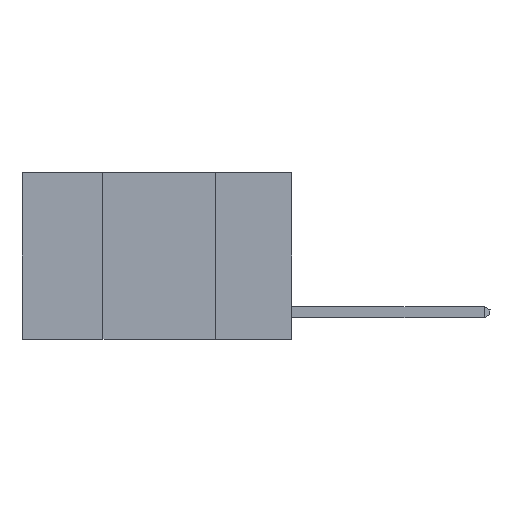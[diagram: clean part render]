
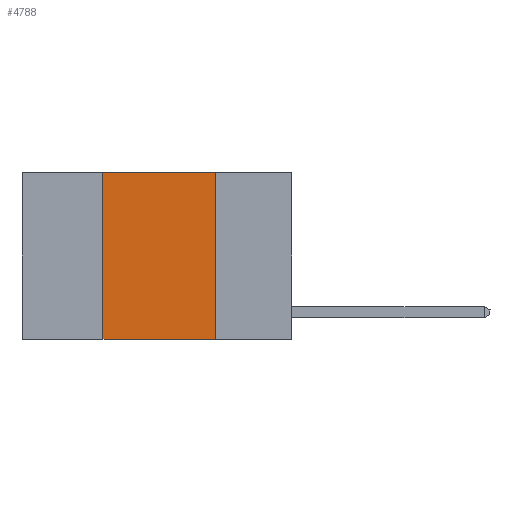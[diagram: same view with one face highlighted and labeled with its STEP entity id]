
A CAD part, left-side view. The second image highlights one B-rep face of the part: STEP entity #4788.
In plain terms, the highlighted planar face has unit normal (-1, 0, 0).
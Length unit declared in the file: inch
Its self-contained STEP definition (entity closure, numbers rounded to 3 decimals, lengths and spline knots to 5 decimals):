
#220 = ORIENTED_EDGE ( 'NONE', *, *, #922, .F. ) ;
#922 = EDGE_CURVE ( 'NONE', #6025, #8048, #6269, .T. ) ;
#934 = CARTESIAN_POINT ( 'NONE',  ( 0., 0.17, 0. ) ) ;
#1185 = CARTESIAN_POINT ( 'NONE',  ( 0., 0.42, 0. ) ) ;
#1223 = VERTEX_POINT ( 'NONE', #7199 ) ;
#1777 = EDGE_CURVE ( 'NONE', #8048, #6893, #3704, .T. ) ;
#2146 = CARTESIAN_POINT ( 'NONE',  ( 0., 0.42, 0. ) ) ;
#3140 = EDGE_CURVE ( 'NONE', #1223, #6025, #4196, .T. ) ;
#3181 = VECTOR ( 'NONE', #4913, 39.37008 ) ;
#3196 = CARTESIAN_POINT ( 'NONE',  ( 0., 0.6, 0. ) ) ;
#3604 = EDGE_CURVE ( 'NONE', #1223, #6893, #6615, .T. ) ;
#3704 = LINE ( 'NONE', #934, #8958 ) ;
#3796 = VECTOR ( 'NONE', #7202, 39.37008 ) ;
#4148 = VECTOR ( 'NONE', #5304, 39.37008 ) ;
#4196 = LINE ( 'NONE', #1185, #3796 ) ;
#4788 = ADVANCED_FACE ( 'NONE', ( #7345 ), #10044, .F. ) ;
#4913 = DIRECTION ( 'NONE',  ( 0., -1., 0. ) ) ;
#5304 = DIRECTION ( 'NONE',  ( 0., -1., 0. ) ) ;
#5347 = ORIENTED_EDGE ( 'NONE', *, *, #3604, .T. ) ;
#5641 = CARTESIAN_POINT ( 'NONE',  ( 0., 0.17, 0. ) ) ;
#5902 = EDGE_LOOP ( 'NONE', ( #8720, #220, #11027, #5347 ) ) ;
#6025 = VERTEX_POINT ( 'NONE', #2146 ) ;
#6269 = LINE ( 'NONE', #3196, #3181 ) ;
#6456 = CARTESIAN_POINT ( 'NONE',  ( 0., 0.17, -0.37 ) ) ;
#6615 = LINE ( 'NONE', #9548, #4148 ) ;
#6893 = VERTEX_POINT ( 'NONE', #6456 ) ;
#7199 = CARTESIAN_POINT ( 'NONE',  ( 0., 0.42, -0.37 ) ) ;
#7202 = DIRECTION ( 'NONE',  ( 0., 0., 1. ) ) ;
#7345 = FACE_OUTER_BOUND ( 'NONE', #5902, .T. ) ;
#7453 = DIRECTION ( 'NONE',  ( 0., 0., -1. ) ) ;
#8048 = VERTEX_POINT ( 'NONE', #5641 ) ;
#8362 = DIRECTION ( 'NONE',  ( 1., 0., 0. ) ) ;
#8720 = ORIENTED_EDGE ( 'NONE', *, *, #1777, .F. ) ;
#8958 = VECTOR ( 'NONE', #10235, 39.37008 ) ;
#9548 = CARTESIAN_POINT ( 'NONE',  ( 0., 0.6, -0.37 ) ) ;
#10044 = PLANE ( 'NONE',  #11114 ) ;
#10235 = DIRECTION ( 'NONE',  ( 0., 0., -1. ) ) ;
#10937 = CARTESIAN_POINT ( 'NONE',  ( 0., 0.6, 0. ) ) ;
#11027 = ORIENTED_EDGE ( 'NONE', *, *, #3140, .F. ) ;
#11114 = AXIS2_PLACEMENT_3D ( 'NONE', #10937, #8362, #7453 ) ;
